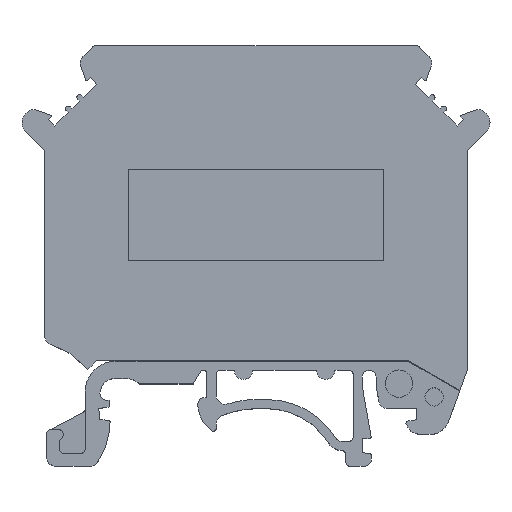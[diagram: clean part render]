
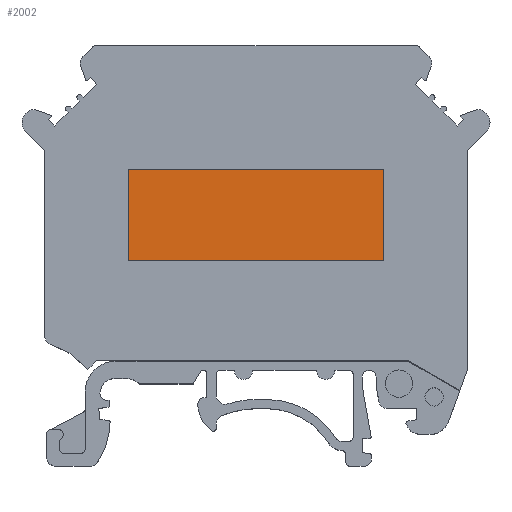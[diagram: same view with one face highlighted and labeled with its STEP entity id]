
A CAD part, top view. The second image highlights one B-rep face of the part: STEP entity #2002.
In plain terms, the highlighted planar face has unit normal (0, 0, 1).
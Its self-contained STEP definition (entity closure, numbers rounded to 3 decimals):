
#2002=ADVANCED_FACE('',(#3492),#2851,.F.);
#2851=PLANE('',#18234);
#3492=FACE_OUTER_BOUND('',#4444,.T.);
#4444=EDGE_LOOP('',(#7299,#7300,#7301,#7302));
#7299=ORIENTED_EDGE('',*,*,#13025,.T.);
#7300=ORIENTED_EDGE('',*,*,#13026,.T.);
#7301=ORIENTED_EDGE('',*,*,#13027,.F.);
#7302=ORIENTED_EDGE('',*,*,#13028,.F.);
#10978=VERTEX_POINT('',#26831);
#10979=VERTEX_POINT('',#26832);
#10980=VERTEX_POINT('',#26834);
#10981=VERTEX_POINT('',#26836);
#13025=EDGE_CURVE('',#10978,#10979,#15293,.T.);
#13026=EDGE_CURVE('',#10979,#10980,#15294,.T.);
#13027=EDGE_CURVE('',#10981,#10980,#15295,.T.);
#13028=EDGE_CURVE('',#10978,#10981,#15296,.T.);
#15293=LINE('',#26830,#16938);
#15294=LINE('',#26833,#16939);
#15295=LINE('',#26835,#16940);
#15296=LINE('',#26837,#16941);
#16938=VECTOR('',#21543,1.);
#16939=VECTOR('',#21544,1.);
#16940=VECTOR('',#21545,1.);
#16941=VECTOR('',#21546,1.);
#18234=AXIS2_PLACEMENT_3D('',#26838,#21547,#21548);
#21543=DIRECTION('',(0.,-1.,0.));
#21544=DIRECTION('',(1.,0.,0.));
#21545=DIRECTION('',(0.,-1.,0.));
#21546=DIRECTION('',(1.,0.,0.));
#21547=DIRECTION('',(0.,0.,-1.));
#21548=DIRECTION('',(-1.,0.,0.));
#26830=CARTESIAN_POINT('',(11.6,24.275,4.55));
#26831=CARTESIAN_POINT('',(11.6,24.275,4.55));
#26832=CARTESIAN_POINT('',(11.6,14.275,4.55));
#26833=CARTESIAN_POINT('',(11.6,14.275,4.55));
#26834=CARTESIAN_POINT('',(39.6,14.275,4.55));
#26835=CARTESIAN_POINT('',(39.6,24.275,4.55));
#26836=CARTESIAN_POINT('',(39.6,24.275,4.55));
#26837=CARTESIAN_POINT('',(11.6,24.275,4.55));
#26838=CARTESIAN_POINT('',(11.6,24.275,4.55));
